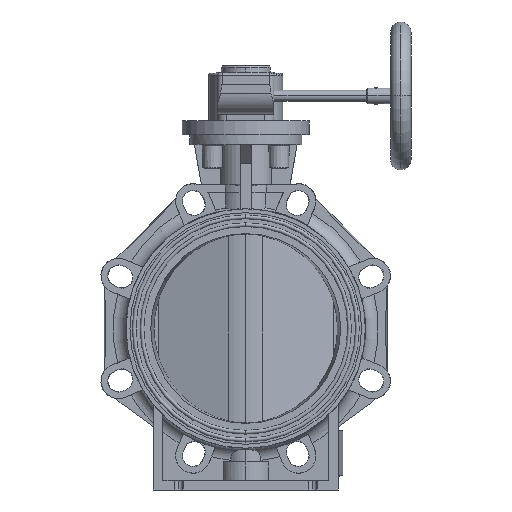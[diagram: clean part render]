
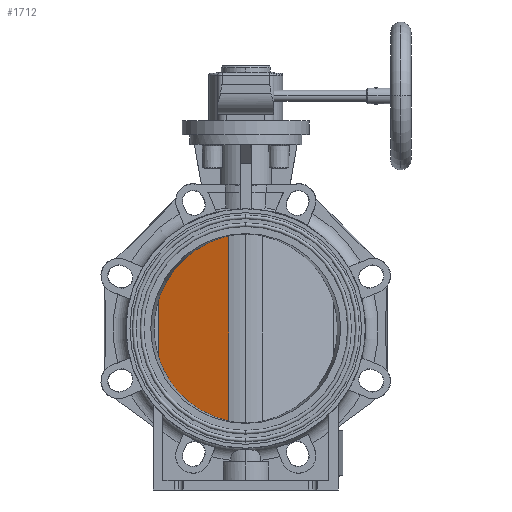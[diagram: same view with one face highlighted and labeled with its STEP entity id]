
A CAD part, front view. The second image highlights one B-rep face of the part: STEP entity #1712.
In plain terms, the highlighted planar face has unit normal (-0.285, -0.958, 0).
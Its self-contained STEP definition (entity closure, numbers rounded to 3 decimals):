
#1712=ADVANCED_FACE('',(#3493),#3494,.T.);
#3493=FACE_OUTER_BOUND('',#5295,.T.);
#3494=PLANE('',#5296);
#5295=EDGE_LOOP('',(#10352,#10353,#10354,#10355,#10356,#10357));
#5296=AXIS2_PLACEMENT_3D('',#10358,#10359,#10360);
#10352=ORIENTED_EDGE('',*,*,#12641,.T.);
#10353=ORIENTED_EDGE('',*,*,#12645,.F.);
#10354=ORIENTED_EDGE('',*,*,#12648,.T.);
#10355=ORIENTED_EDGE('',*,*,#12649,.F.);
#10356=ORIENTED_EDGE('',*,*,#12650,.T.);
#10357=ORIENTED_EDGE('',*,*,#12646,.F.);
#10358=CARTESIAN_POINT('',(-94.594,-7.0,-216.8));
#10359=DIRECTION('',(-0.285,-0.958,0.0));
#10360=DIRECTION('',(0.958,-0.285,0.0));
#12641=EDGE_CURVE('',#15623,#15621,#15624,.T.);
#12645=EDGE_CURVE('',#15628,#15621,#15630,.T.);
#12646=EDGE_CURVE('',#15623,#15627,#15631,.T.);
#12648=EDGE_CURVE('',#15628,#15633,#15634,.T.);
#12649=EDGE_CURVE('',#15635,#15633,#15636,.T.);
#12650=EDGE_CURVE('',#15635,#15627,#15637,.T.);
#15621=VERTEX_POINT('',#20058);
#15623=VERTEX_POINT('',#20065);
#15624=LINE('',#20066,#20067);
#15627=VERTEX_POINT('',#20075);
#15628=VERTEX_POINT('',#20076);
#15630=ELLIPSE('',#20078,107.227,102.711);
#15631=ELLIPSE('',#20079,107.227,102.711);
#15633=VERTEX_POINT('',#20081);
#15634=ELLIPSE('',#20082,103.815,99.5);
#15635=VERTEX_POINT('',#20083);
#15636=LINE('',#20084,#20085);
#15637=ELLIPSE('',#20086,103.815,99.5);
#20058=CARTESIAN_POINT('',(-18.275,-29.719,100.382));
#20065=CARTESIAN_POINT('',(-18.275,-29.719,-100.382));
#20066=CARTESIAN_POINT('',(-18.275,-29.719,-100.382));
#20067=VECTOR('',#22793,200.763);
#20075=CARTESIAN_POINT('',(-92.915,-7.5,-35.597));
#20076=CARTESIAN_POINT('',(-92.915,-7.5,35.597));
#20078=AXIS2_PLACEMENT_3D('',#22797,#22798,#22799);
#20079=AXIS2_PLACEMENT_3D('',#22800,#22801,#22802);
#20081=CARTESIAN_POINT('',(-94.594,-7.0,30.858));
#20082=AXIS2_PLACEMENT_3D('',#22803,#22804,#22805);
#20083=CARTESIAN_POINT('',(-94.594,-7.0,-30.858));
#20084=CARTESIAN_POINT('',(-94.594,-7.0,-30.858));
#20085=VECTOR('',#22806,61.715);
#20086=AXIS2_PLACEMENT_3D('',#22807,#22808,#22809);
#22793=DIRECTION('',(0.,0.,1.0));
#22797=CARTESIAN_POINT('',(3.486,-36.197,0.));
#22798=DIRECTION('',(0.285,0.958,0.0));
#22799=DIRECTION('',(0.958,-0.285,0.0));
#22800=CARTESIAN_POINT('',(3.486,-36.197,0.));
#22801=DIRECTION('',(0.285,0.958,0.0));
#22802=DIRECTION('',(0.958,-0.285,0.0));
#22803=CARTESIAN_POINT('',(0.,-35.16,0.));
#22804=DIRECTION('',(-0.285,-0.958,0.0));
#22805=DIRECTION('',(0.958,-0.285,0.0));
#22806=DIRECTION('',(0.0,0.0,1.0));
#22807=CARTESIAN_POINT('',(0.,-35.16,0.));
#22808=DIRECTION('',(-0.285,-0.958,0.0));
#22809=DIRECTION('',(0.958,-0.285,0.0));
